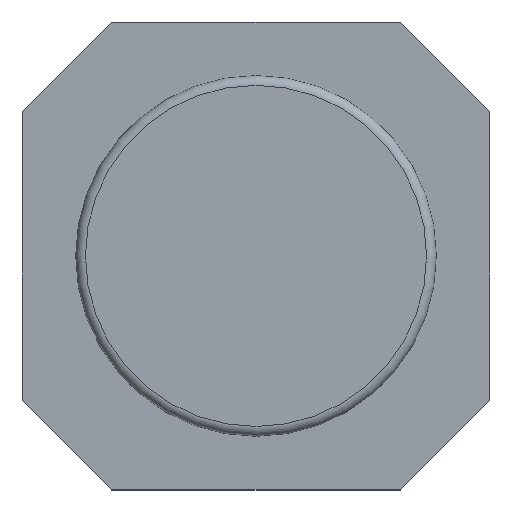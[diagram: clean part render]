
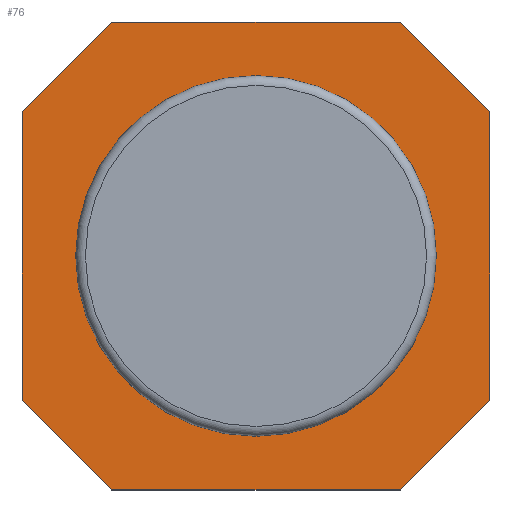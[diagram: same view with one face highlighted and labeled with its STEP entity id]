
A CAD part, top view. The second image highlights one B-rep face of the part: STEP entity #76.
In plain terms, the highlighted planar face has unit normal (0, 0, 1).
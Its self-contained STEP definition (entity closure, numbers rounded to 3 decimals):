
#22 = VERTEX_POINT('',#23);
#23 = CARTESIAN_POINT('',(1.85,0.,0.5));
#39 = EDGE_CURVE('',#22,#22,#40,.T.);
#40 = CIRCLE('',#41,1.85);
#41 = AXIS2_PLACEMENT_3D('',#42,#43,#44);
#42 = CARTESIAN_POINT('',(0.,0.,0.5));
#43 = DIRECTION('',(0.,0.,1.));
#44 = DIRECTION('',(1.,0.,0.));
#76 = ADVANCED_FACE('',(#77,#143),#146,.T.);
#77 = FACE_BOUND('',#78,.T.);
#78 = EDGE_LOOP('',(#79,#89,#97,#105,#113,#121,#129,#137));
#79 = ORIENTED_EDGE('',*,*,#80,.T.);
#80 = EDGE_CURVE('',#81,#83,#85,.T.);
#81 = VERTEX_POINT('',#82);
#82 = CARTESIAN_POINT('',(2.4,-1.481,0.5));
#83 = VERTEX_POINT('',#84);
#84 = CARTESIAN_POINT('',(2.4,1.481,0.5));
#85 = LINE('',#86,#87);
#86 = CARTESIAN_POINT('',(2.4,-1.481,0.5));
#87 = VECTOR('',#88,1.);
#88 = DIRECTION('',(0.,1.,0.));
#89 = ORIENTED_EDGE('',*,*,#90,.T.);
#90 = EDGE_CURVE('',#83,#91,#93,.T.);
#91 = VERTEX_POINT('',#92);
#92 = CARTESIAN_POINT('',(1.481,2.4,0.5));
#93 = LINE('',#94,#95);
#94 = CARTESIAN_POINT('',(2.4,1.481,0.5));
#95 = VECTOR('',#96,1.);
#96 = DIRECTION('',(-0.707,0.707,0.));
#97 = ORIENTED_EDGE('',*,*,#98,.T.);
#98 = EDGE_CURVE('',#91,#99,#101,.T.);
#99 = VERTEX_POINT('',#100);
#100 = CARTESIAN_POINT('',(-1.481,2.4,0.5));
#101 = LINE('',#102,#103);
#102 = CARTESIAN_POINT('',(1.481,2.4,0.5));
#103 = VECTOR('',#104,1.);
#104 = DIRECTION('',(-1.,0.,0.));
#105 = ORIENTED_EDGE('',*,*,#106,.T.);
#106 = EDGE_CURVE('',#99,#107,#109,.T.);
#107 = VERTEX_POINT('',#108);
#108 = CARTESIAN_POINT('',(-2.4,1.481,0.5));
#109 = LINE('',#110,#111);
#110 = CARTESIAN_POINT('',(-1.481,2.4,0.5));
#111 = VECTOR('',#112,1.);
#112 = DIRECTION('',(-0.707,-0.707,0.));
#113 = ORIENTED_EDGE('',*,*,#114,.T.);
#114 = EDGE_CURVE('',#107,#115,#117,.T.);
#115 = VERTEX_POINT('',#116);
#116 = CARTESIAN_POINT('',(-2.4,-1.481,0.5));
#117 = LINE('',#118,#119);
#118 = CARTESIAN_POINT('',(-2.4,1.481,0.5));
#119 = VECTOR('',#120,1.);
#120 = DIRECTION('',(0.,-1.,0.));
#121 = ORIENTED_EDGE('',*,*,#122,.T.);
#122 = EDGE_CURVE('',#115,#123,#125,.T.);
#123 = VERTEX_POINT('',#124);
#124 = CARTESIAN_POINT('',(-1.481,-2.4,0.5));
#125 = LINE('',#126,#127);
#126 = CARTESIAN_POINT('',(-2.4,-1.481,0.5));
#127 = VECTOR('',#128,1.);
#128 = DIRECTION('',(0.707,-0.707,0.));
#129 = ORIENTED_EDGE('',*,*,#130,.T.);
#130 = EDGE_CURVE('',#123,#131,#133,.T.);
#131 = VERTEX_POINT('',#132);
#132 = CARTESIAN_POINT('',(1.481,-2.4,0.5));
#133 = LINE('',#134,#135);
#134 = CARTESIAN_POINT('',(-1.481,-2.4,0.5));
#135 = VECTOR('',#136,1.);
#136 = DIRECTION('',(1.,0.,0.));
#137 = ORIENTED_EDGE('',*,*,#138,.T.);
#138 = EDGE_CURVE('',#131,#81,#139,.T.);
#139 = LINE('',#140,#141);
#140 = CARTESIAN_POINT('',(1.481,-2.4,0.5));
#141 = VECTOR('',#142,1.);
#142 = DIRECTION('',(0.707,0.707,0.));
#143 = FACE_BOUND('',#144,.T.);
#144 = EDGE_LOOP('',(#145));
#145 = ORIENTED_EDGE('',*,*,#39,.F.);
#146 = PLANE('',#147);
#147 = AXIS2_PLACEMENT_3D('',#148,#149,#150);
#148 = CARTESIAN_POINT('',(0.,0.,0.5));
#149 = DIRECTION('',(0.,0.,1.));
#150 = DIRECTION('',(1.,0.,0.));
